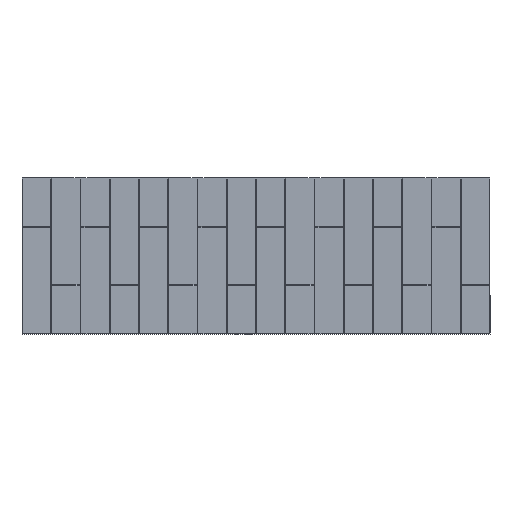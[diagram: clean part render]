
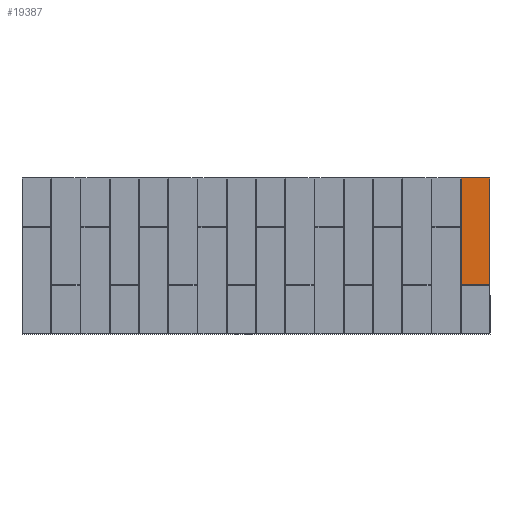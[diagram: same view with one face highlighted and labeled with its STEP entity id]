
A CAD part, top view. The second image highlights one B-rep face of the part: STEP entity #19387.
In plain terms, the highlighted planar face has unit normal (0, 0, 1).
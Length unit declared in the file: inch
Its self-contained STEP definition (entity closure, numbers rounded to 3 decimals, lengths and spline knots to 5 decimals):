
#248 = CARTESIAN_POINT ( 'NONE',  ( 47.96201, -23.91522, 0.1875 ) ) ;
#975 = EDGE_LOOP ( 'NONE', ( #7350, #6353, #9468, #8778, #23107 ) ) ;
#1106 = AXIS2_PLACEMENT_3D ( 'NONE', #31714, #14923, #11391 ) ;
#2046 = CARTESIAN_POINT ( 'NONE',  ( 42.09386, -23.91522, 0.1875 ) ) ;
#2388 = LINE ( 'NONE', #14325, #29665 ) ;
#2416 = CARTESIAN_POINT ( 'NONE',  ( 42.08478, -23.90721, 0.1875 ) ) ;
#3319 = LINE ( 'NONE', #22526, #7400 ) ;
#4475 = CARTESIAN_POINT ( 'NONE',  ( 42.08478, -23.9055, 0.1875 ) ) ;
#4484 = CARTESIAN_POINT ( 'NONE',  ( 0., -2., 0.1875 ) ) ;
#4493 = CARTESIAN_POINT ( 'NONE',  ( 42.08478, -23.9055, 0.1875 ) ) ;
#5432 = VERTEX_POINT ( 'NONE', #15937 ) ;
#6353 = ORIENTED_EDGE ( 'NONE', *, *, #18562, .T. ) ;
#7350 = ORIENTED_EDGE ( 'NONE', *, *, #24293, .F. ) ;
#7400 = VECTOR ( 'NONE', #11516, 39.37008 ) ;
#7458 = CARTESIAN_POINT ( 'NONE',  ( 47.96201, 0., 0.1875 ) ) ;
#7462 = LINE ( 'NONE', #4484, #25067 ) ;
#8778 = ORIENTED_EDGE ( 'NONE', *, *, #13387, .T. ) ;
#9468 = ORIENTED_EDGE ( 'NONE', *, *, #12014, .F. ) ;
#11391 = DIRECTION ( 'NONE',  ( 1., 0., 0. ) ) ;
#11516 = DIRECTION ( 'NONE',  ( 1., 0., 0. ) ) ;
#12014 = EDGE_CURVE ( 'NONE', #5432, #25446, #34642, .T. ) ;
#12534 = DIRECTION ( 'NONE',  ( 1., 0., 0. ) ) ;
#13241 = CARTESIAN_POINT ( 'NONE',  ( 42.09153, -23.91481, 0.1875 ) ) ;
#13387 = EDGE_CURVE ( 'NONE', #5432, #34552, #3319, .T. ) ;
#14325 = CARTESIAN_POINT ( 'NONE',  ( 42.08478, 0., 0.1875 ) ) ;
#14923 = DIRECTION ( 'NONE',  ( 0., 0., 1. ) ) ;
#15501 = CARTESIAN_POINT ( 'NONE',  ( 47.96201, -2., 0.1875 ) ) ;
#15848 = CARTESIAN_POINT ( 'NONE',  ( 42.08525, -23.90894, 0.1875 ) ) ;
#15937 = CARTESIAN_POINT ( 'NONE',  ( 42.0945, -23.91522, 0.1875 ) ) ;
#17717 = FACE_OUTER_BOUND ( 'NONE', #975, .T. ) ;
#17920 = VECTOR ( 'NONE', #24257, 39.37008 ) ;
#18562 = EDGE_CURVE ( 'NONE', #36346, #25446, #2388, .T. ) ;
#18649 = CARTESIAN_POINT ( 'NONE',  ( 42.0945, -23.91522, 0.1875 ) ) ;
#19364 = DIRECTION ( 'NONE',  ( 0., -1., 0. ) ) ;
#19387 = ADVANCED_FACE ( 'NONE', ( #17717 ), #31338, .T. ) ;
#21652 = CARTESIAN_POINT ( 'NONE',  ( 42.09055, -23.91444, 0.1875 ) ) ;
#21830 = CARTESIAN_POINT ( 'NONE',  ( 42.0932, -23.91515, 0.1875 ) ) ;
#22526 = CARTESIAN_POINT ( 'NONE',  ( 0., -23.91522, 0.1875 ) ) ;
#23059 = EDGE_CURVE ( 'NONE', #24223, #34552, #32653, .T. ) ;
#23107 = ORIENTED_EDGE ( 'NONE', *, *, #23059, .F. ) ;
#24223 = VERTEX_POINT ( 'NONE', #15501 ) ;
#24257 = DIRECTION ( 'NONE',  ( 0., -1., 0. ) ) ;
#24293 = EDGE_CURVE ( 'NONE', #36346, #24223, #7462, .T. ) ;
#25067 = VECTOR ( 'NONE', #12534, 39.37008 ) ;
#25446 = VERTEX_POINT ( 'NONE', #4493 ) ;
#29665 = VECTOR ( 'NONE', #19364, 39.37008 ) ;
#30019 = CARTESIAN_POINT ( 'NONE',  ( 42.0882, -23.91308, 0.1875 ) ) ;
#31166 = CARTESIAN_POINT ( 'NONE',  ( 42.08478, -2., 0.1875 ) ) ;
#31338 = PLANE ( 'NONE',  #1106 ) ;
#31714 = CARTESIAN_POINT ( 'NONE',  ( 0., 0., 0.1875 ) ) ;
#32653 = LINE ( 'NONE', #7458, #17920 ) ;
#34552 = VERTEX_POINT ( 'NONE', #248 ) ;
#34642 = B_SPLINE_CURVE_WITH_KNOTS ( 'NONE', 3,
 ( #18649, #2046, #21830, #13241, #21652, #30019, #36173, #15848, #2416, #4475 ),
 .UNSPECIFIED., .F., .F.,
 ( 4, 2, 2, 2, 4 ),
 ( 0., 0.12821, 0.33333, 0.66154, 1. ),
 .UNSPECIFIED. ) ;
#36173 = CARTESIAN_POINT ( 'NONE',  ( 42.08697, -23.91187, 0.1875 ) ) ;
#36346 = VERTEX_POINT ( 'NONE', #31166 ) ;
